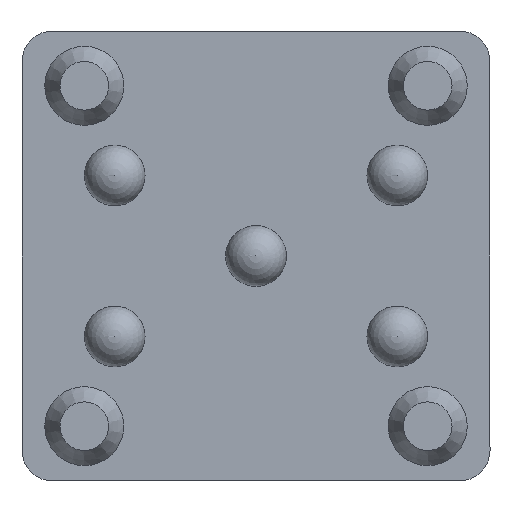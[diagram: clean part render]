
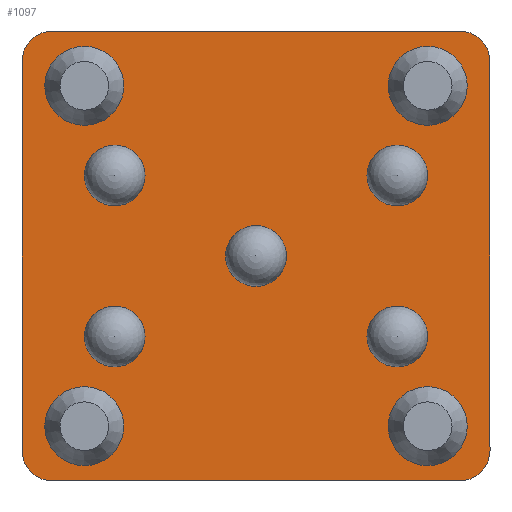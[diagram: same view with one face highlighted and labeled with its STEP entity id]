
A CAD part, front view. The second image highlights one B-rep face of the part: STEP entity #1097.
In plain terms, the highlighted planar face has unit normal (0, -1, 0).
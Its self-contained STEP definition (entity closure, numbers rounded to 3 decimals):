
#431=LINE('',#4957,#685);
#435=LINE('',#4969,#689);
#439=LINE('',#4981,#693);
#443=LINE('',#4993,#697);
#685=VECTOR('',#4104,1.);
#689=VECTOR('',#4116,1.);
#693=VECTOR('',#4128,1.);
#697=VECTOR('',#4140,1.);
#905=FACE_BOUND('',#1556,.T.);
#906=FACE_BOUND('',#1557,.T.);
#907=FACE_BOUND('',#1558,.T.);
#908=FACE_BOUND('',#1559,.T.);
#909=FACE_BOUND('',#1560,.T.);
#910=FACE_BOUND('',#1561,.T.);
#911=FACE_BOUND('',#1562,.T.);
#912=FACE_BOUND('',#1563,.T.);
#913=FACE_BOUND('',#1564,.T.);
#914=FACE_BOUND('',#1565,.T.);
#1097=ADVANCED_FACE('',(#905,#906,#907,#908,#909,#910,#911,#912,#913,#914),
#1211,.T.);
#1211=PLANE('',#3342);
#1556=EDGE_LOOP('',(#2287));
#1557=EDGE_LOOP('',(#2288));
#1558=EDGE_LOOP('',(#2289));
#1559=EDGE_LOOP('',(#2290));
#1560=EDGE_LOOP('',(#2291));
#1561=EDGE_LOOP('',(#2292));
#1562=EDGE_LOOP('',(#2293));
#1563=EDGE_LOOP('',(#2294));
#1564=EDGE_LOOP('',(#2295));
#1565=EDGE_LOOP('',(#2296,#2297,#2298,#2299,#2300,#2301,#2302,#2303));
#2287=ORIENTED_EDGE('',*,*,#2956,.T.);
#2288=ORIENTED_EDGE('',*,*,#2600,.T.);
#2289=ORIENTED_EDGE('',*,*,#2607,.T.);
#2290=ORIENTED_EDGE('',*,*,#2614,.T.);
#2291=ORIENTED_EDGE('',*,*,#2616,.T.);
#2292=ORIENTED_EDGE('',*,*,#2618,.T.);
#2293=ORIENTED_EDGE('',*,*,#2620,.T.);
#2294=ORIENTED_EDGE('',*,*,#2622,.T.);
#2295=ORIENTED_EDGE('',*,*,#2624,.T.);
#2296=ORIENTED_EDGE('',*,*,#2955,.F.);
#2297=ORIENTED_EDGE('',*,*,#2952,.F.);
#2298=ORIENTED_EDGE('',*,*,#2949,.F.);
#2299=ORIENTED_EDGE('',*,*,#2946,.F.);
#2300=ORIENTED_EDGE('',*,*,#2943,.F.);
#2301=ORIENTED_EDGE('',*,*,#2940,.F.);
#2302=ORIENTED_EDGE('',*,*,#2937,.T.);
#2303=ORIENTED_EDGE('',*,*,#2934,.T.);
#2323=VERTEX_POINT('',#4202);
#2330=VERTEX_POINT('',#4223);
#2337=VERTEX_POINT('',#4244);
#2340=VERTEX_POINT('',#4251);
#2343=VERTEX_POINT('',#4258);
#2346=VERTEX_POINT('',#4265);
#2349=VERTEX_POINT('',#4272);
#2352=VERTEX_POINT('',#4279);
#2573=VERTEX_POINT('',#4956);
#2574=VERTEX_POINT('',#4958);
#2576=VERTEX_POINT('',#4964);
#2578=VERTEX_POINT('',#4970);
#2580=VERTEX_POINT('',#4976);
#2582=VERTEX_POINT('',#4982);
#2584=VERTEX_POINT('',#4988);
#2586=VERTEX_POINT('',#4994);
#2587=VERTEX_POINT('',#5002);
#2600=EDGE_CURVE('',#2323,#2323,#2969,.T.);
#2607=EDGE_CURVE('',#2330,#2330,#2976,.T.);
#2614=EDGE_CURVE('',#2337,#2337,#2983,.T.);
#2616=EDGE_CURVE('',#2340,#2340,#2985,.T.);
#2618=EDGE_CURVE('',#2343,#2343,#2987,.T.);
#2620=EDGE_CURVE('',#2346,#2346,#2989,.T.);
#2622=EDGE_CURVE('',#2349,#2349,#2991,.T.);
#2624=EDGE_CURVE('',#2352,#2352,#2993,.T.);
#2934=EDGE_CURVE('',#2574,#2573,#431,.T.);
#2937=EDGE_CURVE('',#2576,#2574,#3056,.T.);
#2940=EDGE_CURVE('',#2576,#2578,#435,.T.);
#2943=EDGE_CURVE('',#2578,#2580,#3058,.T.);
#2946=EDGE_CURVE('',#2580,#2582,#439,.T.);
#2949=EDGE_CURVE('',#2582,#2584,#3060,.T.);
#2952=EDGE_CURVE('',#2584,#2586,#443,.T.);
#2955=EDGE_CURVE('',#2586,#2573,#3062,.T.);
#2956=EDGE_CURVE('',#2587,#2587,#3063,.T.);
#2969=CIRCLE('',#3083,1.25);
#2976=CIRCLE('',#3097,1.25);
#2983=CIRCLE('',#3111,1.25);
#2985=CIRCLE('',#3115,1.);
#2987=CIRCLE('',#3119,1.);
#2989=CIRCLE('',#3123,1.);
#2991=CIRCLE('',#3127,1.);
#2993=CIRCLE('',#3131,1.);
#3056=CIRCLE('',#3326,1.);
#3058=CIRCLE('',#3330,1.);
#3060=CIRCLE('',#3334,1.);
#3062=CIRCLE('',#3339,1.);
#3063=CIRCLE('',#3341,1.25);
#3083=AXIS2_PLACEMENT_3D('',#4201,#3382,#3383);
#3097=AXIS2_PLACEMENT_3D('',#4222,#3410,#3411);
#3111=AXIS2_PLACEMENT_3D('',#4243,#3438,#3439);
#3115=AXIS2_PLACEMENT_3D('',#4250,#3446,#3447);
#3119=AXIS2_PLACEMENT_3D('',#4257,#3454,#3455);
#3123=AXIS2_PLACEMENT_3D('',#4264,#3462,#3463);
#3127=AXIS2_PLACEMENT_3D('',#4271,#3470,#3471);
#3131=AXIS2_PLACEMENT_3D('',#4278,#3478,#3479);
#3326=AXIS2_PLACEMENT_3D('',#4963,#4110,#4111);
#3330=AXIS2_PLACEMENT_3D('',#4975,#4122,#4123);
#3334=AXIS2_PLACEMENT_3D('',#4987,#4134,#4135);
#3339=AXIS2_PLACEMENT_3D('',#4999,#4148,#4149);
#3341=AXIS2_PLACEMENT_3D('',#5001,#4152,#4153);
#3342=AXIS2_PLACEMENT_3D('',#5003,#4154,#4155);
#3382=DIRECTION('',(0.,1.,0.));
#3383=DIRECTION('',(0.,0.,1.));
#3410=DIRECTION('',(0.,1.,0.));
#3411=DIRECTION('',(0.,0.,-1.));
#3438=DIRECTION('',(0.,1.,0.));
#3439=DIRECTION('',(0.,0.,-1.));
#3446=DIRECTION('',(0.,1.,0.));
#3447=DIRECTION('',(-1.,0.,0.));
#3454=DIRECTION('',(0.,1.,0.));
#3455=DIRECTION('',(-1.,0.,0.));
#3462=DIRECTION('',(0.,1.,0.));
#3463=DIRECTION('',(-1.,0.,0.));
#3470=DIRECTION('',(0.,1.,0.));
#3471=DIRECTION('',(-1.,0.,0.));
#3478=DIRECTION('',(0.,1.,0.));
#3479=DIRECTION('',(-1.,0.,0.));
#4104=DIRECTION('',(-1.,0.,0.));
#4110=DIRECTION('',(0.,-1.,0.));
#4111=DIRECTION('',(1.,0.,0.));
#4116=DIRECTION('',(0.,0.,-1.));
#4122=DIRECTION('',(0.,1.,0.));
#4123=DIRECTION('',(1.,0.,0.));
#4128=DIRECTION('',(-1.,0.,0.));
#4134=DIRECTION('',(0.,1.,0.));
#4135=DIRECTION('',(0.,0.,-1.));
#4140=DIRECTION('',(0.,0.,1.));
#4148=DIRECTION('',(0.,1.,0.));
#4149=DIRECTION('',(-1.,0.,0.));
#4152=DIRECTION('',(0.,1.,0.));
#4153=DIRECTION('',(0.,0.,1.));
#4154=DIRECTION('',(0.,-1.,0.));
#4155=DIRECTION('',(1.,0.,0.));
#4201=CARTESIAN_POINT('',(-28.746,-75.086,2.05));
#4202=CARTESIAN_POINT('',(-28.746,-75.086,3.3));
#4222=CARTESIAN_POINT('',(-40.046,-75.086,13.25));
#4223=CARTESIAN_POINT('',(-40.046,-75.086,12.));
#4243=CARTESIAN_POINT('',(-28.746,-75.086,13.25));
#4244=CARTESIAN_POINT('',(-28.746,-75.086,12.));
#4250=CARTESIAN_POINT('',(-34.396,-75.086,7.65));
#4251=CARTESIAN_POINT('',(-35.396,-75.086,7.65));
#4257=CARTESIAN_POINT('',(-29.746,-75.086,5.));
#4258=CARTESIAN_POINT('',(-30.746,-75.086,5.));
#4264=CARTESIAN_POINT('',(-29.746,-75.086,10.3));
#4265=CARTESIAN_POINT('',(-30.746,-75.086,10.3));
#4271=CARTESIAN_POINT('',(-39.046,-75.086,5.));
#4272=CARTESIAN_POINT('',(-40.046,-75.086,5.));
#4278=CARTESIAN_POINT('',(-39.046,-75.086,10.3));
#4279=CARTESIAN_POINT('',(-40.046,-75.086,10.3));
#4956=CARTESIAN_POINT('',(-41.096,-75.086,15.05));
#4957=CARTESIAN_POINT('',(-27.696,-75.086,15.05));
#4958=CARTESIAN_POINT('',(-27.696,-75.086,15.05));
#4963=CARTESIAN_POINT('',(-27.696,-75.086,14.05));
#4964=CARTESIAN_POINT('',(-26.696,-75.086,14.05));
#4969=CARTESIAN_POINT('',(-26.696,-75.086,14.05));
#4970=CARTESIAN_POINT('',(-26.696,-75.086,1.25));
#4975=CARTESIAN_POINT('',(-27.696,-75.086,1.25));
#4976=CARTESIAN_POINT('',(-27.696,-75.086,0.25));
#4981=CARTESIAN_POINT('',(-27.696,-75.086,0.25));
#4982=CARTESIAN_POINT('',(-41.096,-75.086,0.25));
#4987=CARTESIAN_POINT('',(-41.096,-75.086,1.25));
#4988=CARTESIAN_POINT('',(-42.096,-75.086,1.25));
#4993=CARTESIAN_POINT('',(-42.096,-75.086,1.25));
#4994=CARTESIAN_POINT('',(-42.096,-75.086,14.05));
#4999=CARTESIAN_POINT('',(-41.096,-75.086,14.05));
#5001=CARTESIAN_POINT('',(-40.046,-75.086,2.05));
#5002=CARTESIAN_POINT('',(-40.046,-75.086,3.3));
#5003=CARTESIAN_POINT('',(-42.866,-75.086,-0.49));
